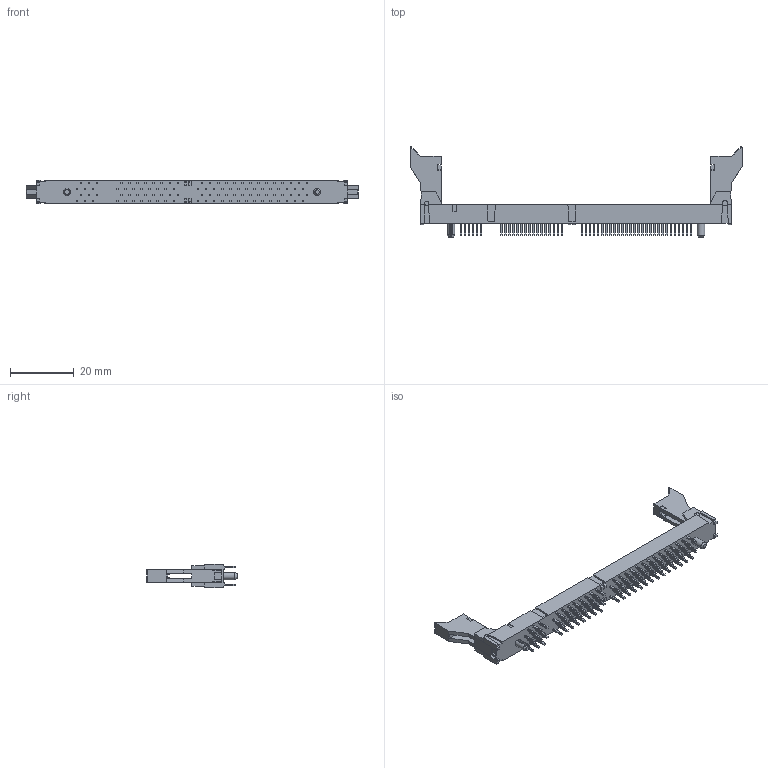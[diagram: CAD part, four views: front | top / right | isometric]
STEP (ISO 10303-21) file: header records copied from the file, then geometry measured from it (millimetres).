
FILE_DESCRIPTION((''),'2;1');
FILE_NAME('712515101','2009-03-04T',('PNB'),(''),'PRO/ENGINEER BY PARAMETRIC TECHNOLOGY CORPORATION, 2003451','PRO/ENGINEER BY PARAMETRIC TECHNOLOGY CORPORATION, 2003451','');
FILE_SCHEMA(('CONFIG_CONTROL_DESIGN'));
Length unit declared in the file: inch
Products named in the file (1): 712515101
Bounding box: 104.5 x 28.57 x 7.37 mm (x, y, z)
Volume: 4003.2 mm3; surface area: 7851.5 mm2
Topology: 1 solids, 1 shells, 1547 faces, 4507 edges, 3076 vertices
Faces by surface type: plane 1528, cylinder 16, cone 3
Entity records: 50039 total; most frequent: CARTESIAN_POINT 8912, ORIENTED_EDGE 8590, DIRECTION 7844, EDGE_CURVE 4295, VECTOR 4268, LINE 4268, VERTEX_POINT 2856, AXIS2_PLACEMENT_3D 1788
